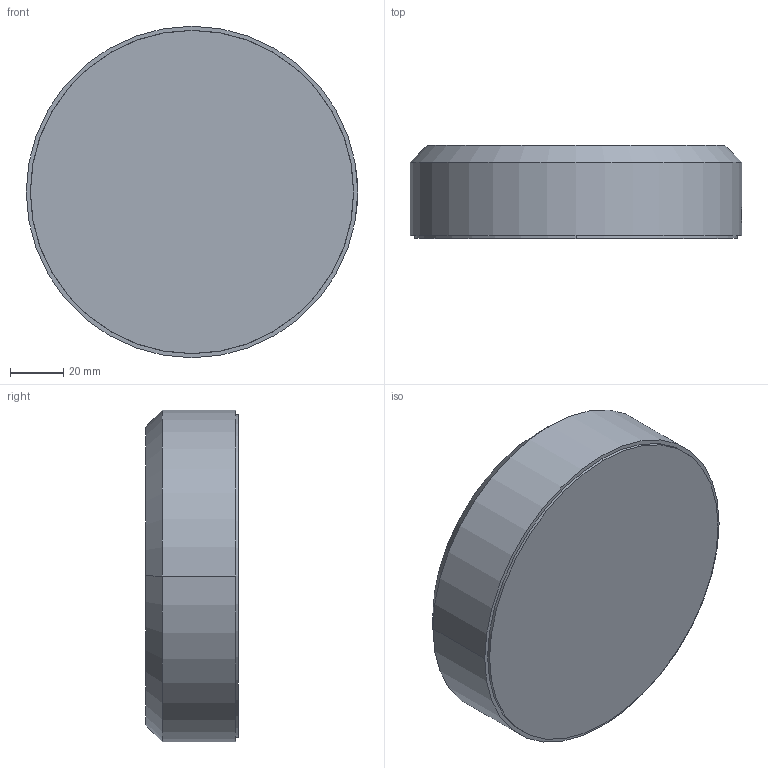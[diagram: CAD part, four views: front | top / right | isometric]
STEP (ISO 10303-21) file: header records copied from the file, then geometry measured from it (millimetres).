
FILE_DESCRIPTION (( 'STEP AP214' ), '1' );
FILE_NAME ('S1012501.STEP', '2019-08-23T19:00:44', ( '' ), ( '' ), 'SwSTEP 2.0', 'SolidWorks 2019', '' );
FILE_SCHEMA (( 'AUTOMOTIVE_DESIGN' ));
Length unit declared in the file: inch
Products named in the file (1): S1012501
Bounding box: 124.99 x 35.03 x 124.99 mm (x, y, z)
Volume: 418611.1 mm3; surface area: 64010.5 mm2
Topology: 2 solids, 2 shells, 49 faces, 105 edges, 62 vertices
Faces by surface type: cylinder 26, plane 11, cone 10, sphere 2
Entity records: 2031 total; most frequent: CARTESIAN_POINT 277, DIRECTION 249, ORIENTED_EDGE 194, AXIS2_PLACEMENT_3D 106, EDGE_CURVE 97, VERTEX_POINT 62, EDGE_LOOP 59, CIRCLE 56
